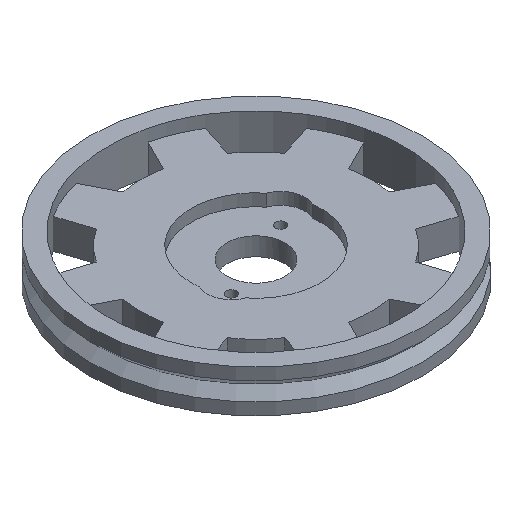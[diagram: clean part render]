
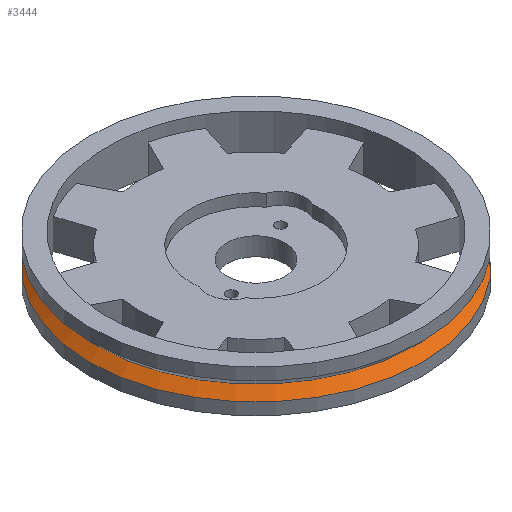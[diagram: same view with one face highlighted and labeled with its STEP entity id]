
A CAD part, isometric view. The second image highlights one B-rep face of the part: STEP entity #3444.
In plain terms, the highlighted conical face has half-angle 45 degrees and reference radius 26 mm.
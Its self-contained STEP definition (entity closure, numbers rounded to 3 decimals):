
#563 = CONICAL_SURFACE('',#564,27.5,0.785);
#564 = AXIS2_PLACEMENT_3D('',#565,#566,#567);
#565 = CARTESIAN_POINT('',(0.,0.,1.5));
#566 = DIRECTION('',(0.,0.,1.));
#567 = DIRECTION('',(1.,0.,0.));
#1496 = VERTEX_POINT('',#1497);
#1497 = CARTESIAN_POINT('',(26.,0.,0.));
#1518 = EDGE_CURVE('',#1496,#1496,#1519,.T.);
#1519 = SURFACE_CURVE('',#1520,(#1525,#1532),.PCURVE_S1.);
#1520 = CIRCLE('',#1521,26.);
#1521 = AXIS2_PLACEMENT_3D('',#1522,#1523,#1524);
#1522 = CARTESIAN_POINT('',(0.,0.,0.));
#1523 = DIRECTION('',(0.,0.,-1.));
#1524 = DIRECTION('',(1.,0.,0.));
#1525 = PCURVE('',#563,#1526);
#1526 = DEFINITIONAL_REPRESENTATION('',(#1527),#1531);
#1527 = LINE('',#1528,#1529);
#1528 = CARTESIAN_POINT('',(-0.,-1.5));
#1529 = VECTOR('',#1530,1.);
#1530 = DIRECTION('',(-1.,-0.));
#1531 = ( GEOMETRIC_REPRESENTATION_CONTEXT(2) 
PARAMETRIC_REPRESENTATION_CONTEXT() REPRESENTATION_CONTEXT('2D SPACE',''
  ) );
#1532 = PCURVE('',#1533,#1538);
#1533 = CONICAL_SURFACE('',#1534,26.,0.785);
#1534 = AXIS2_PLACEMENT_3D('',#1535,#1536,#1537);
#1535 = CARTESIAN_POINT('',(0.,0.,0.));
#1536 = DIRECTION('',(0.,0.,-1.));
#1537 = DIRECTION('',(1.,0.,0.));
#1538 = DEFINITIONAL_REPRESENTATION('',(#1539),#1543);
#1539 = LINE('',#1540,#1541);
#1540 = CARTESIAN_POINT('',(0.,0.));
#1541 = VECTOR('',#1542,1.);
#1542 = DIRECTION('',(1.,0.));
#1543 = ( GEOMETRIC_REPRESENTATION_CONTEXT(2) 
PARAMETRIC_REPRESENTATION_CONTEXT() REPRESENTATION_CONTEXT('2D SPACE',''
  ) );
#1566 = CYLINDRICAL_SURFACE('',#1567,27.5);
#1567 = AXIS2_PLACEMENT_3D('',#1568,#1569,#1570);
#1568 = CARTESIAN_POINT('',(0.,0.,-1.5));
#1569 = DIRECTION('',(0.,0.,-1.));
#1570 = DIRECTION('',(1.,0.,0.));
#3444 = ADVANCED_FACE('',(#3445),#1533,.T.);
#3445 = FACE_BOUND('',#3446,.T.);
#3446 = EDGE_LOOP('',(#3447,#3448,#3471,#3493));
#3447 = ORIENTED_EDGE('',*,*,#1518,.T.);
#3448 = ORIENTED_EDGE('',*,*,#3449,.T.);
#3449 = EDGE_CURVE('',#1496,#3450,#3452,.T.);
#3450 = VERTEX_POINT('',#3451);
#3451 = CARTESIAN_POINT('',(27.5,0.,-1.5));
#3452 = SEAM_CURVE('',#3453,(#3457,#3464),.PCURVE_S1.);
#3453 = LINE('',#3454,#3455);
#3454 = CARTESIAN_POINT('',(26.,0.,0.));
#3455 = VECTOR('',#3456,1.);
#3456 = DIRECTION('',(0.707,0.,-0.707
    ));
#3457 = PCURVE('',#1533,#3458);
#3458 = DEFINITIONAL_REPRESENTATION('',(#3459),#3463);
#3459 = LINE('',#3460,#3461);
#3460 = CARTESIAN_POINT('',(0.,0.));
#3461 = VECTOR('',#3462,1.);
#3462 = DIRECTION('',(0.,1.));
#3463 = ( GEOMETRIC_REPRESENTATION_CONTEXT(2) 
PARAMETRIC_REPRESENTATION_CONTEXT() REPRESENTATION_CONTEXT('2D SPACE',''
  ) );
#3464 = PCURVE('',#1533,#3465);
#3465 = DEFINITIONAL_REPRESENTATION('',(#3466),#3470);
#3466 = LINE('',#3467,#3468);
#3467 = CARTESIAN_POINT('',(6.283,0.));
#3468 = VECTOR('',#3469,1.);
#3469 = DIRECTION('',(0.,1.));
#3470 = ( GEOMETRIC_REPRESENTATION_CONTEXT(2) 
PARAMETRIC_REPRESENTATION_CONTEXT() REPRESENTATION_CONTEXT('2D SPACE',''
  ) );
#3471 = ORIENTED_EDGE('',*,*,#3472,.F.);
#3472 = EDGE_CURVE('',#3450,#3450,#3473,.T.);
#3473 = SURFACE_CURVE('',#3474,(#3479,#3486),.PCURVE_S1.);
#3474 = CIRCLE('',#3475,27.5);
#3475 = AXIS2_PLACEMENT_3D('',#3476,#3477,#3478);
#3476 = CARTESIAN_POINT('',(0.,0.,-1.5));
#3477 = DIRECTION('',(0.,0.,-1.));
#3478 = DIRECTION('',(1.,0.,0.));
#3479 = PCURVE('',#1533,#3480);
#3480 = DEFINITIONAL_REPRESENTATION('',(#3481),#3485);
#3481 = LINE('',#3482,#3483);
#3482 = CARTESIAN_POINT('',(0.,1.5));
#3483 = VECTOR('',#3484,1.);
#3484 = DIRECTION('',(1.,0.));
#3485 = ( GEOMETRIC_REPRESENTATION_CONTEXT(2) 
PARAMETRIC_REPRESENTATION_CONTEXT() REPRESENTATION_CONTEXT('2D SPACE',''
  ) );
#3486 = PCURVE('',#1566,#3487);
#3487 = DEFINITIONAL_REPRESENTATION('',(#3488),#3492);
#3488 = LINE('',#3489,#3490);
#3489 = CARTESIAN_POINT('',(0.,0.));
#3490 = VECTOR('',#3491,1.);
#3491 = DIRECTION('',(1.,0.));
#3492 = ( GEOMETRIC_REPRESENTATION_CONTEXT(2) 
PARAMETRIC_REPRESENTATION_CONTEXT() REPRESENTATION_CONTEXT('2D SPACE',''
  ) );
#3493 = ORIENTED_EDGE('',*,*,#3449,.F.);
